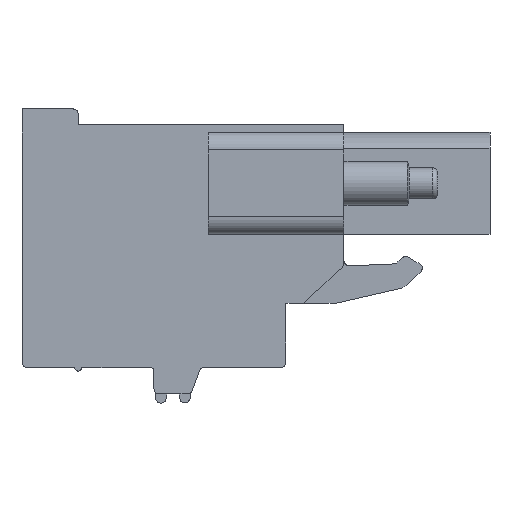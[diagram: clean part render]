
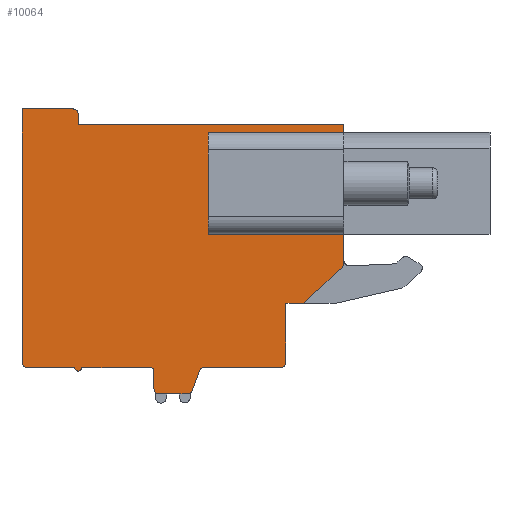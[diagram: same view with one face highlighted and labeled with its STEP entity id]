
A CAD part, left-side view. The second image highlights one B-rep face of the part: STEP entity #10064.
In plain terms, the highlighted planar face has unit normal (-1, 0, 0).
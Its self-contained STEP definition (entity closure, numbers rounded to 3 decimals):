
#1774=DIRECTION('',(0.,1.,0.));
#1775=VECTOR('',#1774,6.1);
#1776=CARTESIAN_POINT('',(-41.26,-4.06,0.73));
#1777=LINE('',#1776,#1775);
#1778=DIRECTION('',(0.,1.,0.));
#1779=VECTOR('',#1778,6.1);
#1780=CARTESIAN_POINT('',(-41.26,-4.06,6.53));
#1781=LINE('',#1780,#1779);
#1782=DIRECTION('',(0.,0.,-1.));
#1783=VECTOR('',#1782,7.87);
#1784=CARTESIAN_POINT('',(-41.26,-5.66,6.96));
#1785=LINE('',#1784,#1783);
#1786=CARTESIAN_POINT('',(-41.26,-5.36,-0.91));
#1787=DIRECTION('',(1.,0.,0.));
#1788=DIRECTION('',(0.,-1.,0.));
#1789=AXIS2_PLACEMENT_3D('',#1786,#1787,#1788);
#1791=DIRECTION('',(0.,0.731,-0.683));
#1792=VECTOR('',#1791,3.018);
#1793=CARTESIAN_POINT('',(-41.26,-5.565,-1.129));
#1794=LINE('',#1793,#1792);
#1795=DIRECTION('',(0.,1.,0.));
#1796=VECTOR('',#1795,1.);
#1797=CARTESIAN_POINT('',(-41.26,-3.36,-3.19));
#1798=LINE('',#1797,#1796);
#1799=DIRECTION('',(0.,0.,-1.));
#1800=VECTOR('',#1799,3.35);
#1801=CARTESIAN_POINT('',(-41.26,-2.36,-3.19));
#1802=LINE('',#1801,#1800);
#1803=CARTESIAN_POINT('',(-41.26,-2.06,-6.54));
#1804=DIRECTION('',(1.,0.,0.));
#1805=DIRECTION('',(0.,-1.,0.));
#1806=AXIS2_PLACEMENT_3D('',#1803,#1804,#1805);
#1808=DIRECTION('',(0.,1.,0.));
#1809=VECTOR('',#1808,4.34);
#1810=CARTESIAN_POINT('',(-41.26,-2.06,-6.84));
#1811=LINE('',#1810,#1809);
#1812=CARTESIAN_POINT('',(-41.26,2.28,-7.14));
#1813=DIRECTION('',(-1.,0.,0.));
#1814=DIRECTION('',(0.,0.,1.));
#1815=AXIS2_PLACEMENT_3D('',#1812,#1813,#1814);
#1817=DIRECTION('',(0.,0.345,-0.939));
#1818=VECTOR('',#1817,1.179);
#1819=CARTESIAN_POINT('',(-41.26,2.562,-7.037));
#1820=LINE('',#1819,#1818);
#1821=CARTESIAN_POINT('',(-41.26,3.25,-8.04));
#1822=DIRECTION('',(1.,0.,0.));
#1823=DIRECTION('',(0.,-0.939,-0.345));
#1824=AXIS2_PLACEMENT_3D('',#1821,#1822,#1823);
#1826=DIRECTION('',(0.,1.,0.));
#1827=VECTOR('',#1826,1.59);
#1828=CARTESIAN_POINT('',(-41.26,3.25,-8.34));
#1829=LINE('',#1828,#1827);
#1830=CARTESIAN_POINT('',(-41.26,4.84,-8.04));
#1831=DIRECTION('',(1.,0.,0.));
#1832=DIRECTION('',(0.,0.,-1.));
#1833=AXIS2_PLACEMENT_3D('',#1830,#1831,#1832);
#1835=DIRECTION('',(0.,0.,1.));
#1836=VECTOR('',#1835,1.);
#1837=CARTESIAN_POINT('',(-41.26,5.14,-8.04));
#1838=LINE('',#1837,#1836);
#1839=CARTESIAN_POINT('',(-41.26,5.34,-7.04));
#1840=DIRECTION('',(-1.,0.,0.));
#1841=DIRECTION('',(0.,-1.,0.));
#1842=AXIS2_PLACEMENT_3D('',#1839,#1840,#1841);
#1844=DIRECTION('',(0.,1.,0.));
#1845=VECTOR('',#1844,3.9);
#1846=CARTESIAN_POINT('',(-41.26,5.34,-6.84));
#1847=LINE('',#1846,#1845);
#1848=CARTESIAN_POINT('',(-41.26,9.44,-6.84));
#1849=DIRECTION('',(1.,0.,0.));
#1850=DIRECTION('',(0.,-1.,0.));
#1851=AXIS2_PLACEMENT_3D('',#1848,#1849,#1850);
#1853=DIRECTION('',(0.,1.,0.));
#1854=VECTOR('',#1853,2.7);
#1855=CARTESIAN_POINT('',(-41.26,9.64,-6.84));
#1856=LINE('',#1855,#1854);
#1857=CARTESIAN_POINT('',(-41.26,12.34,-6.54));
#1858=DIRECTION('',(1.,0.,0.));
#1859=DIRECTION('',(0.,0.,-1.));
#1860=AXIS2_PLACEMENT_3D('',#1857,#1858,#1859);
#1862=DIRECTION('',(0.,0.,1.));
#1863=VECTOR('',#1862,14.4);
#1864=CARTESIAN_POINT('',(-41.26,12.64,-6.54));
#1865=LINE('',#1864,#1863);
#1866=DIRECTION('',(0.,-1.,0.));
#1867=VECTOR('',#1866,2.9);
#1868=CARTESIAN_POINT('',(-41.26,12.64,7.86));
#1869=LINE('',#1868,#1867);
#1870=CARTESIAN_POINT('',(-41.26,9.74,7.56));
#1871=DIRECTION('',(1.,0.,0.));
#1872=DIRECTION('',(0.,0.,1.));
#1873=AXIS2_PLACEMENT_3D('',#1870,#1871,#1872);
#1875=DIRECTION('',(0.,0.,-1.));
#1876=VECTOR('',#1875,0.6);
#1877=CARTESIAN_POINT('',(-41.26,9.44,7.56));
#1878=LINE('',#1877,#1876);
#1879=DIRECTION('',(0.,-1.,0.));
#1880=VECTOR('',#1879,15.1);
#1881=CARTESIAN_POINT('',(-41.26,9.44,6.96));
#1882=LINE('',#1881,#1880);
#1934=DIRECTION('',(0.,0.,1.));
#1935=VECTOR('',#1934,5.8);
#1936=CARTESIAN_POINT('',(-41.26,2.04,0.73));
#1937=LINE('',#1936,#1935);
#2039=DIRECTION('',(0.,0.,1.));
#2040=VECTOR('',#2039,5.8);
#2041=CARTESIAN_POINT('',(-41.26,-4.06,0.73));
#2042=LINE('',#2041,#2040);
#5821=CARTESIAN_POINT('',(-41.26,9.44,6.96));
#5822=CARTESIAN_POINT('',(-41.26,-5.66,6.96));
#5823=VERTEX_POINT('',#5821);
#5824=VERTEX_POINT('',#5822);
#5825=CARTESIAN_POINT('',(-41.26,-5.66,-0.91));
#5826=CARTESIAN_POINT('',(-41.26,-5.565,-1.129));
#5827=VERTEX_POINT('',#5825);
#5828=VERTEX_POINT('',#5826);
#5829=CARTESIAN_POINT('',(-41.26,-3.36,-3.19));
#5830=VERTEX_POINT('',#5829);
#5831=CARTESIAN_POINT('',(-41.26,-2.36,-3.19));
#5832=VERTEX_POINT('',#5831);
#5833=CARTESIAN_POINT('',(-41.26,-2.36,-6.54));
#5834=VERTEX_POINT('',#5833);
#5835=CARTESIAN_POINT('',(-41.26,-2.06,-6.84));
#5836=VERTEX_POINT('',#5835);
#5837=CARTESIAN_POINT('',(-41.26,2.28,-6.84));
#5838=VERTEX_POINT('',#5837);
#5839=CARTESIAN_POINT('',(-41.26,2.562,-7.037));
#5840=VERTEX_POINT('',#5839);
#5841=CARTESIAN_POINT('',(-41.26,2.968,-8.143));
#5842=VERTEX_POINT('',#5841);
#5843=CARTESIAN_POINT('',(-41.26,3.25,-8.34));
#5844=VERTEX_POINT('',#5843);
#5845=CARTESIAN_POINT('',(-41.26,4.84,-8.34));
#5846=VERTEX_POINT('',#5845);
#5847=CARTESIAN_POINT('',(-41.26,5.14,-8.04));
#5848=VERTEX_POINT('',#5847);
#5849=CARTESIAN_POINT('',(-41.26,5.14,-7.04));
#5850=VERTEX_POINT('',#5849);
#5851=CARTESIAN_POINT('',(-41.26,5.34,-6.84));
#5852=VERTEX_POINT('',#5851);
#5853=CARTESIAN_POINT('',(-41.26,9.24,-6.84));
#5854=VERTEX_POINT('',#5853);
#5855=CARTESIAN_POINT('',(-41.26,9.64,-6.84));
#5856=VERTEX_POINT('',#5855);
#5857=CARTESIAN_POINT('',(-41.26,12.34,-6.84));
#5858=VERTEX_POINT('',#5857);
#5859=CARTESIAN_POINT('',(-41.26,12.64,-6.54));
#5860=VERTEX_POINT('',#5859);
#5861=CARTESIAN_POINT('',(-41.26,12.64,7.86));
#5862=VERTEX_POINT('',#5861);
#5863=CARTESIAN_POINT('',(-41.26,9.74,7.86));
#5864=VERTEX_POINT('',#5863);
#5865=CARTESIAN_POINT('',(-41.26,9.44,7.56));
#5866=VERTEX_POINT('',#5865);
#7431=CARTESIAN_POINT('',(-41.26,2.04,0.73));
#7432=CARTESIAN_POINT('',(-41.26,2.04,6.53));
#7433=VERTEX_POINT('',#7431);
#7434=VERTEX_POINT('',#7432);
#7467=CARTESIAN_POINT('',(-41.26,-4.06,0.73));
#7468=CARTESIAN_POINT('',(-41.26,-4.06,6.53));
#7469=VERTEX_POINT('',#7467);
#7470=VERTEX_POINT('',#7468);
#10002=CARTESIAN_POINT('',(-41.26,0.,0.));
#10003=DIRECTION('',(1.,0.,0.));
#10004=DIRECTION('',(0.,-1.,0.));
#10005=AXIS2_PLACEMENT_3D('',#10002,#10003,#10004);
#10006=PLANE('',#10005);
#10007=ORIENTED_EDGE('',*,*,#7719,.T.);
#10009=ORIENTED_EDGE('',*,*,#10008,.T.);
#10011=ORIENTED_EDGE('',*,*,#10010,.T.);
#10013=ORIENTED_EDGE('',*,*,#10012,.T.);
#10015=ORIENTED_EDGE('',*,*,#10014,.T.);
#10017=ORIENTED_EDGE('',*,*,#10016,.T.);
#10019=ORIENTED_EDGE('',*,*,#10018,.T.);
#10021=ORIENTED_EDGE('',*,*,#10020,.T.);
#10023=ORIENTED_EDGE('',*,*,#10022,.T.);
#10025=ORIENTED_EDGE('',*,*,#10024,.T.);
#10027=ORIENTED_EDGE('',*,*,#10026,.T.);
#10029=ORIENTED_EDGE('',*,*,#10028,.T.);
#10031=ORIENTED_EDGE('',*,*,#10030,.T.);
#10033=ORIENTED_EDGE('',*,*,#10032,.T.);
#10035=ORIENTED_EDGE('',*,*,#10034,.T.);
#10037=ORIENTED_EDGE('',*,*,#10036,.T.);
#10039=ORIENTED_EDGE('',*,*,#10038,.T.);
#10041=ORIENTED_EDGE('',*,*,#10040,.T.);
#10043=ORIENTED_EDGE('',*,*,#10042,.T.);
#10045=ORIENTED_EDGE('',*,*,#10044,.T.);
#10047=ORIENTED_EDGE('',*,*,#10046,.T.);
#10049=ORIENTED_EDGE('',*,*,#10048,.T.);
#10051=ORIENTED_EDGE('',*,*,#10050,.T.);
#10052=EDGE_LOOP('',(#10007,#10009,#10011,#10013,#10015,#10017,#10019,#10021,
#10023,#10025,#10027,#10029,#10031,#10033,#10035,#10037,#10039,#10041,#10043,
#10045,#10047,#10049,#10051));
#10053=FACE_OUTER_BOUND('',#10052,.F.);
#10055=ORIENTED_EDGE('',*,*,#10054,.F.);
#10057=ORIENTED_EDGE('',*,*,#10056,.T.);
#10059=ORIENTED_EDGE('',*,*,#10058,.T.);
#10061=ORIENTED_EDGE('',*,*,#10060,.F.);
#10062=EDGE_LOOP('',(#10055,#10057,#10059,#10061));
#10063=FACE_BOUND('',#10062,.F.);
#10064=ADVANCED_FACE('',(#10053,#10063),#10006,.F.);
#1790=CIRCLE('',#1789,0.3);
#1807=CIRCLE('',#1806,0.3);
#1816=CIRCLE('',#1815,0.3);
#1825=CIRCLE('',#1824,0.3);
#1834=CIRCLE('',#1833,0.3);
#1843=CIRCLE('',#1842,0.2);
#1852=CIRCLE('',#1851,0.2);
#1861=CIRCLE('',#1860,0.3);
#1874=CIRCLE('',#1873,0.3);
#7719=EDGE_CURVE('',#5824,#5827,#1785,.T.);
#10008=EDGE_CURVE('',#5827,#5828,#1790,.T.);
#10010=EDGE_CURVE('',#5828,#5830,#1794,.T.);
#10012=EDGE_CURVE('',#5830,#5832,#1798,.T.);
#10014=EDGE_CURVE('',#5832,#5834,#1802,.T.);
#10016=EDGE_CURVE('',#5834,#5836,#1807,.T.);
#10018=EDGE_CURVE('',#5836,#5838,#1811,.T.);
#10020=EDGE_CURVE('',#5838,#5840,#1816,.T.);
#10022=EDGE_CURVE('',#5840,#5842,#1820,.T.);
#10024=EDGE_CURVE('',#5842,#5844,#1825,.T.);
#10026=EDGE_CURVE('',#5844,#5846,#1829,.T.);
#10028=EDGE_CURVE('',#5846,#5848,#1834,.T.);
#10030=EDGE_CURVE('',#5848,#5850,#1838,.T.);
#10032=EDGE_CURVE('',#5850,#5852,#1843,.T.);
#10034=EDGE_CURVE('',#5852,#5854,#1847,.T.);
#10036=EDGE_CURVE('',#5854,#5856,#1852,.T.);
#10038=EDGE_CURVE('',#5856,#5858,#1856,.T.);
#10040=EDGE_CURVE('',#5858,#5860,#1861,.T.);
#10042=EDGE_CURVE('',#5860,#5862,#1865,.T.);
#10044=EDGE_CURVE('',#5862,#5864,#1869,.T.);
#10046=EDGE_CURVE('',#5864,#5866,#1874,.T.);
#10048=EDGE_CURVE('',#5866,#5823,#1878,.T.);
#10050=EDGE_CURVE('',#5823,#5824,#1882,.T.);
#10054=EDGE_CURVE('',#7469,#7433,#1777,.T.);
#10056=EDGE_CURVE('',#7469,#7470,#2042,.T.);
#10058=EDGE_CURVE('',#7470,#7434,#1781,.T.);
#10060=EDGE_CURVE('',#7433,#7434,#1937,.T.);
